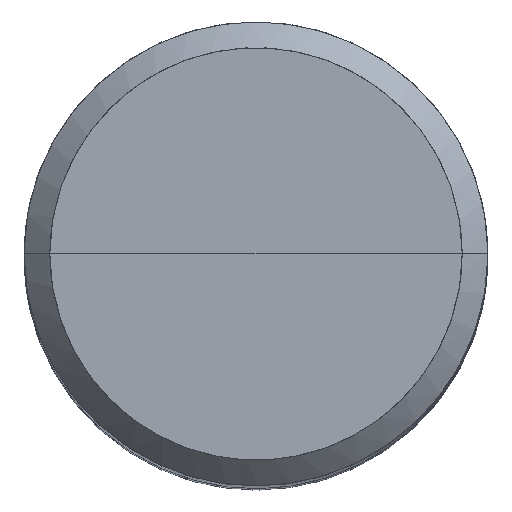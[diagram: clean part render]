
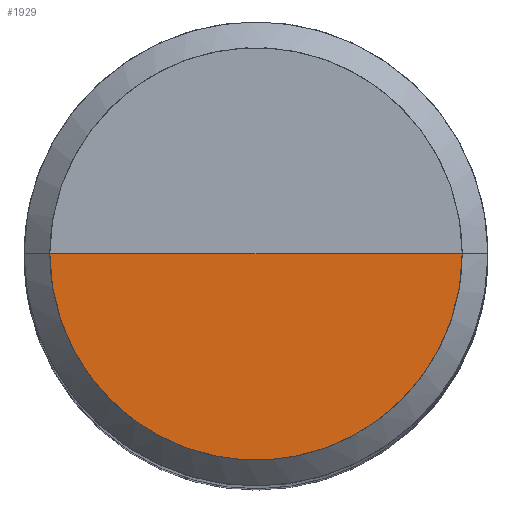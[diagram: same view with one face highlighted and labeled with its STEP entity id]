
A CAD part, top view. The second image highlights one B-rep face of the part: STEP entity #1929.
In plain terms, the highlighted free-form (B-spline) face has degree [1, 2] with [2, 5] control points.
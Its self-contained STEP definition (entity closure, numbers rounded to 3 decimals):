
#1616=CARTESIAN_POINT('',(8.0,0.0,54.0));
#1620=CARTESIAN_POINT('',(-8.0,0.0,54.0));
#1621=CARTESIAN_POINT('',(0.0,0.0,54.0));
#1628=CARTESIAN_POINT('',(-8.0,-8.0,54.0));
#1629=CARTESIAN_POINT('',(0.0,-8.0,54.0));
#1630=CARTESIAN_POINT('',(8.0,-8.0,54.0));
#1914=(
BOUNDED_SURFACE()
B_SPLINE_SURFACE(1,2,(
(#1620,#1628,#1629,#1630,#1616),
(#1621,#1621,#1621,#1621,#1621)
), .UNSPECIFIED.,.F.,.F.,.F.)
B_SPLINE_SURFACE_WITH_KNOTS((2,2),(3,2,3),(
0.0,1.0),(
0.0,0.5,1.0), .UNSPECIFIED.)
GEOMETRIC_REPRESENTATION_ITEM()
RATIONAL_B_SPLINE_SURFACE(((1.0,0.707,1.0,0.707,1.0),
(1.0,0.707,1.0,0.707,1.0)
))
REPRESENTATION_ITEM('')
SURFACE()
);
#1915=(
BOUNDED_CURVE()
B_SPLINE_CURVE(2,(#1616,#1630,#1629,#1628,#1620),.UNSPECIFIED.,.F.,.F.)
B_SPLINE_CURVE_WITH_KNOTS((3,2,3),
(0.0,0.5,1.0),.UNSPECIFIED.)
CURVE()
GEOMETRIC_REPRESENTATION_ITEM()
RATIONAL_B_SPLINE_CURVE((1.0,0.707,1.0,0.707,1.0))
REPRESENTATION_ITEM('')
);
#1916=(
BOUNDED_CURVE()
B_SPLINE_CURVE(1,(#1620,#1621),.UNSPECIFIED.,.F.,.F.)
B_SPLINE_CURVE_WITH_KNOTS((2,2),
(0.0,1.0),.UNSPECIFIED.)
CURVE()
GEOMETRIC_REPRESENTATION_ITEM()
RATIONAL_B_SPLINE_CURVE((1.0,1.0))
REPRESENTATION_ITEM('')
);
#1917=(
BOUNDED_CURVE()
B_SPLINE_CURVE(1,(#1621,#1616),.UNSPECIFIED.,.F.,.F.)
B_SPLINE_CURVE_WITH_KNOTS((2,2),
(0.0,1.0),.UNSPECIFIED.)
CURVE()
GEOMETRIC_REPRESENTATION_ITEM()
RATIONAL_B_SPLINE_CURVE((1.0,1.0))
REPRESENTATION_ITEM('')
);
#1918=VERTEX_POINT('',#1616);
#1919=VERTEX_POINT('',#1620);
#1920=VERTEX_POINT('',#1621);
#1921=EDGE_CURVE('',#1918,#1919,#1915,.T.);
#1922=EDGE_CURVE('',#1919,#1920,#1916,.T.);
#1923=EDGE_CURVE('',#1920,#1918,#1917,.T.);
#1924=ORIENTED_EDGE('',*,*,#1921,.T.);
#1925=ORIENTED_EDGE('',*,*,#1922,.T.);
#1926=ORIENTED_EDGE('',*,*,#1923,.T.);
#1927=EDGE_LOOP('',(#1924,#1925,#1926));
#1928=FACE_OUTER_BOUND('',#1927,.T.);
#1929=ADVANCED_FACE('',(#1928),#1914,.T.);
